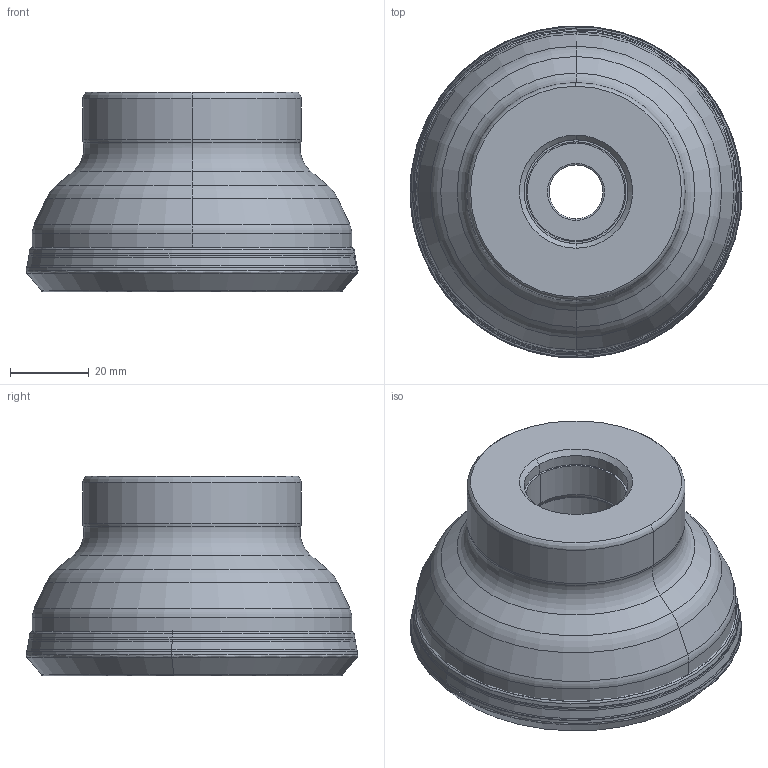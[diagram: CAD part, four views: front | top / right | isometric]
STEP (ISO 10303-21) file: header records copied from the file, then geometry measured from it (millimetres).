
FILE_DESCRIPTION(/* description */ (''),/* implementation_level */ '2;1');
FILE_NAME(/* name */ 'AHX440SUR0308CA_IR0_031.stp',/* time_stamp */ '2023-03-10T09:59:57+09:00',/* author */ (''),/* organization */ (''),/* preprocessor_version */ 'ST-DEVELOPER v16',/* originating_system */ 'SIEMENS PLM Software NX 10.0',/* authorisation */ '');
FILE_SCHEMA (('AUTOMOTIVE_DESIGN { 1 0 10303 214 3 1 1 1 }'));
Length unit declared in the file: millimetre
Products named in the file (1): AHX440SUR0308CA_IR0_031_ASM
Bounding box: 84.48 x 84.36 x 50.8 mm (x, y, z)
Volume: 188989.2 mm3; surface area: 31617.6 mm2
Topology: 2 solids, 2 shells, 199 faces, 524 edges, 399 vertices
Faces by surface type: torus 84, revolution 38, cone 30, bspline 26, cylinder 14, plane 7
Entity records: 7710 total; most frequent: CARTESIAN_POINT 2487, DIRECTION 1201, ORIENTED_EDGE 916, AXIS2_PLACEMENT_3D 556, EDGE_CURVE 458, CIRCLE 413, VERTEX_POINT 266, EDGE_LOOP 206
